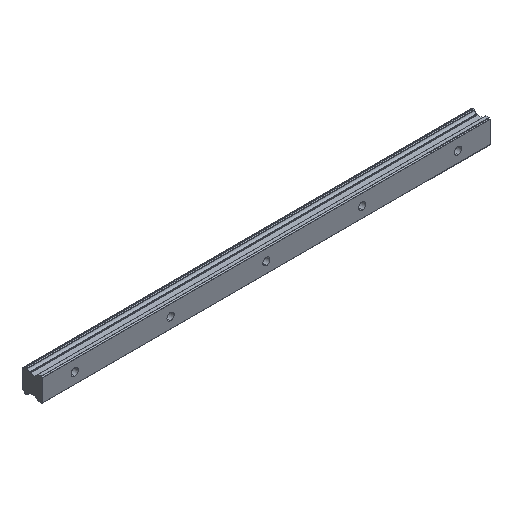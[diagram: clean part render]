
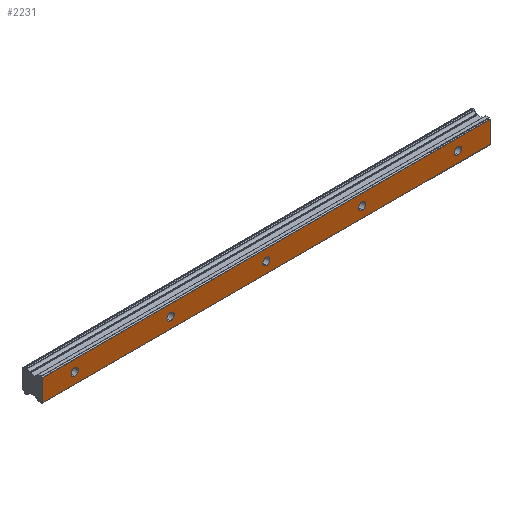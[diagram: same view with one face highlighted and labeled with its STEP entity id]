
A CAD part, isometric view. The second image highlights one B-rep face of the part: STEP entity #2231.
In plain terms, the highlighted planar face has unit normal (0, -1, 0).
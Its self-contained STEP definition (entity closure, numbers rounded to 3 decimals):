
#28 = VERTEX_POINT ( 'NONE', #421 ) ;
#31 = VERTEX_POINT ( 'NONE', #787 ) ;
#77 = ORIENTED_EDGE ( 'NONE', *, *, #2031, .F. ) ;
#97 = AXIS2_PLACEMENT_3D ( 'NONE', #727, #221, #755 ) ;
#145 = DIRECTION ( 'NONE',  ( 0., 0., -1. ) ) ;
#181 = DIRECTION ( 'NONE',  ( 0., 0., 1. ) ) ;
#201 = EDGE_LOOP ( 'NONE', ( #718, #2228 ) ) ;
#211 = CARTESIAN_POINT ( 'NONE',  ( 0., 0., 0. ) ) ;
#212 = AXIS2_PLACEMENT_3D ( 'NONE', #831, #1927, #1413 ) ;
#221 = DIRECTION ( 'NONE',  ( 0., -1., 0. ) ) ;
#245 = CARTESIAN_POINT ( 'NONE',  ( 260., 0., -6.786 ) ) ;
#252 = DIRECTION ( 'NONE',  ( 0., -1., 0. ) ) ;
#305 = EDGE_CURVE ( 'NONE', #1407, #1698, #1392, .T. ) ;
#312 = AXIS2_PLACEMENT_3D ( 'NONE', #2062, #252, #442 ) ;
#313 = EDGE_LOOP ( 'NONE', ( #924, #2001 ) ) ;
#314 = CARTESIAN_POINT ( 'NONE',  ( 180., 0., -2.25 ) ) ;
#321 = VERTEX_POINT ( 'NONE', #684 ) ;
#329 = EDGE_CURVE ( 'NONE', #1890, #1185, #1431, .T. ) ;
#359 = CARTESIAN_POINT ( 'NONE',  ( -20., 0., 6.786 ) ) ;
#371 = VERTEX_POINT ( 'NONE', #359 ) ;
#388 = DIRECTION ( 'NONE',  ( 0., 0., 1. ) ) ;
#407 = DIRECTION ( 'NONE',  ( 0., 0., 1. ) ) ;
#421 = CARTESIAN_POINT ( 'NONE',  ( 120., 0., 2.25 ) ) ;
#442 = DIRECTION ( 'NONE',  ( 0., 0., 1. ) ) ;
#446 = CARTESIAN_POINT ( 'NONE',  ( 0., 0., 2.25 ) ) ;
#498 = EDGE_CURVE ( 'NONE', #321, #371, #1613, .T. ) ;
#531 = CARTESIAN_POINT ( 'NONE',  ( 260., 0., 6.786 ) ) ;
#544 = FACE_BOUND ( 'NONE', #2267, .T. ) ;
#588 = ORIENTED_EDGE ( 'NONE', *, *, #305, .F. ) ;
#607 = ORIENTED_EDGE ( 'NONE', *, *, #1014, .F. ) ;
#630 = EDGE_CURVE ( 'NONE', #907, #892, #1616, .T. ) ;
#654 = EDGE_CURVE ( 'NONE', #1698, #1407, #1275, .T. ) ;
#663 = PLANE ( 'NONE',  #1075 ) ;
#673 = EDGE_CURVE ( 'NONE', #1289, #1322, #2063, .T. ) ;
#684 = CARTESIAN_POINT ( 'NONE',  ( -20., 0., -6.786 ) ) ;
#718 = ORIENTED_EDGE ( 'NONE', *, *, #2180, .F. ) ;
#727 = CARTESIAN_POINT ( 'NONE',  ( 180., 0., 0. ) ) ;
#732 = EDGE_CURVE ( 'NONE', #892, #907, #2101, .T. ) ;
#734 = CARTESIAN_POINT ( 'NONE',  ( 260., 0., 6.786 ) ) ;
#755 = DIRECTION ( 'NONE',  ( 0., 0., 1. ) ) ;
#761 = CARTESIAN_POINT ( 'NONE',  ( 240., 0., 0. ) ) ;
#762 = CIRCLE ( 'NONE', #312, 2.25 ) ;
#781 = VERTEX_POINT ( 'NONE', #1686 ) ;
#787 = CARTESIAN_POINT ( 'NONE',  ( 120., 0., -2.25 ) ) ;
#822 = VERTEX_POINT ( 'NONE', #1170 ) ;
#829 = AXIS2_PLACEMENT_3D ( 'NONE', #1252, #1761, #2326 ) ;
#831 = CARTESIAN_POINT ( 'NONE',  ( 60., 0., 0. ) ) ;
#838 = DIRECTION ( 'NONE',  ( 1., 0., 0. ) ) ;
#856 = CARTESIAN_POINT ( 'NONE',  ( 240., 0., 2.25 ) ) ;
#872 = DIRECTION ( 'NONE',  ( 0., 0., 1. ) ) ;
#885 = DIRECTION ( 'NONE',  ( 0., -1., 0. ) ) ;
#892 = VERTEX_POINT ( 'NONE', #856 ) ;
#907 = VERTEX_POINT ( 'NONE', #1375 ) ;
#924 = ORIENTED_EDGE ( 'NONE', *, *, #732, .F. ) ;
#928 = AXIS2_PLACEMENT_3D ( 'NONE', #1285, #1800, #388 ) ;
#954 = EDGE_CURVE ( 'NONE', #31, #28, #1529, .T. ) ;
#966 = EDGE_CURVE ( 'NONE', #371, #1890, #1769, .T. ) ;
#970 = EDGE_CURVE ( 'NONE', #1185, #321, #2320, .T. ) ;
#974 = AXIS2_PLACEMENT_3D ( 'NONE', #1947, #1077, #1256 ) ;
#1014 = EDGE_CURVE ( 'NONE', #28, #31, #2103, .T. ) ;
#1075 = AXIS2_PLACEMENT_3D ( 'NONE', #531, #1972, #181 ) ;
#1077 = DIRECTION ( 'NONE',  ( 0., -1., 0. ) ) ;
#1111 = CIRCLE ( 'NONE', #829, 2.25 ) ;
#1116 = DIRECTION ( 'NONE',  ( 0., -1., 0. ) ) ;
#1156 = AXIS2_PLACEMENT_3D ( 'NONE', #1782, #885, #1365 ) ;
#1170 = CARTESIAN_POINT ( 'NONE',  ( 60., 0., 2.25 ) ) ;
#1185 = VERTEX_POINT ( 'NONE', #245 ) ;
#1237 = AXIS2_PLACEMENT_3D ( 'NONE', #211, #1116, #407 ) ;
#1252 = CARTESIAN_POINT ( 'NONE',  ( 60., 0., 0. ) ) ;
#1256 = DIRECTION ( 'NONE',  ( 0., 0., 1. ) ) ;
#1275 = CIRCLE ( 'NONE', #97, 2.25 ) ;
#1285 = CARTESIAN_POINT ( 'NONE',  ( 240., 0., 0. ) ) ;
#1289 = VERTEX_POINT ( 'NONE', #446 ) ;
#1302 = CARTESIAN_POINT ( 'NONE',  ( 180., 0., 2.25 ) ) ;
#1322 = VERTEX_POINT ( 'NONE', #1416 ) ;
#1334 = EDGE_LOOP ( 'NONE', ( #1758, #77 ) ) ;
#1365 = DIRECTION ( 'NONE',  ( 0., 0., 1. ) ) ;
#1375 = CARTESIAN_POINT ( 'NONE',  ( 240., 0., -2.25 ) ) ;
#1385 = ORIENTED_EDGE ( 'NONE', *, *, #329, .F. ) ;
#1392 = CIRCLE ( 'NONE', #974, 2.25 ) ;
#1397 = DIRECTION ( 'NONE',  ( 0., 0., 1. ) ) ;
#1407 = VERTEX_POINT ( 'NONE', #314 ) ;
#1413 = DIRECTION ( 'NONE',  ( 0., 0., 1. ) ) ;
#1416 = CARTESIAN_POINT ( 'NONE',  ( 0., 0., -2.25 ) ) ;
#1419 = CARTESIAN_POINT ( 'NONE',  ( 120., 0., 0. ) ) ;
#1424 = FACE_OUTER_BOUND ( 'NONE', #1660, .T. ) ;
#1431 = LINE ( 'NONE', #2319, #1770 ) ;
#1460 = AXIS2_PLACEMENT_3D ( 'NONE', #1419, #2130, #872 ) ;
#1488 = DIRECTION ( 'NONE',  ( 0., -1., 0. ) ) ;
#1496 = EDGE_LOOP ( 'NONE', ( #607, #1745 ) ) ;
#1529 = CIRCLE ( 'NONE', #1460, 2.25 ) ;
#1575 = VECTOR ( 'NONE', #838, 1000. ) ;
#1598 = CARTESIAN_POINT ( 'NONE',  ( 260., 0., 6.786 ) ) ;
#1613 = LINE ( 'NONE', #1773, #1647 ) ;
#1616 = CIRCLE ( 'NONE', #928, 2.25 ) ;
#1647 = VECTOR ( 'NONE', #1397, 1000. ) ;
#1660 = EDGE_LOOP ( 'NONE', ( #2164, #1385, #1991, #1914 ) ) ;
#1686 = CARTESIAN_POINT ( 'NONE',  ( 60., 0., -2.25 ) ) ;
#1698 = VERTEX_POINT ( 'NONE', #1302 ) ;
#1732 = FACE_BOUND ( 'NONE', #201, .T. ) ;
#1745 = ORIENTED_EDGE ( 'NONE', *, *, #954, .F. ) ;
#1758 = ORIENTED_EDGE ( 'NONE', *, *, #673, .F. ) ;
#1761 = DIRECTION ( 'NONE',  ( 0., -1., 0. ) ) ;
#1769 = LINE ( 'NONE', #1598, #1575 ) ;
#1770 = VECTOR ( 'NONE', #145, 1000. ) ;
#1773 = CARTESIAN_POINT ( 'NONE',  ( -20., 0., 6.786 ) ) ;
#1782 = CARTESIAN_POINT ( 'NONE',  ( 120., 0., 0. ) ) ;
#1790 = FACE_BOUND ( 'NONE', #1496, .T. ) ;
#1800 = DIRECTION ( 'NONE',  ( 0., -1., 0. ) ) ;
#1890 = VERTEX_POINT ( 'NONE', #734 ) ;
#1892 = CIRCLE ( 'NONE', #212, 2.25 ) ;
#1901 = AXIS2_PLACEMENT_3D ( 'NONE', #761, #1488, #2215 ) ;
#1914 = ORIENTED_EDGE ( 'NONE', *, *, #498, .F. ) ;
#1920 = CARTESIAN_POINT ( 'NONE',  ( 260., 0., -6.786 ) ) ;
#1927 = DIRECTION ( 'NONE',  ( 0., -1., 0. ) ) ;
#1947 = CARTESIAN_POINT ( 'NONE',  ( 180., 0., 0. ) ) ;
#1972 = DIRECTION ( 'NONE',  ( 0., 1., 0. ) ) ;
#1991 = ORIENTED_EDGE ( 'NONE', *, *, #966, .F. ) ;
#2001 = ORIENTED_EDGE ( 'NONE', *, *, #630, .F. ) ;
#2031 = EDGE_CURVE ( 'NONE', #1322, #1289, #762, .T. ) ;
#2062 = CARTESIAN_POINT ( 'NONE',  ( 0., 0., 0. ) ) ;
#2063 = CIRCLE ( 'NONE', #1237, 2.25 ) ;
#2101 = CIRCLE ( 'NONE', #1901, 2.25 ) ;
#2103 = CIRCLE ( 'NONE', #1156, 2.25 ) ;
#2125 = ORIENTED_EDGE ( 'NONE', *, *, #654, .F. ) ;
#2130 = DIRECTION ( 'NONE',  ( 0., -1., 0. ) ) ;
#2144 = DIRECTION ( 'NONE',  ( -1., 0., 0. ) ) ;
#2152 = FACE_BOUND ( 'NONE', #313, .T. ) ;
#2164 = ORIENTED_EDGE ( 'NONE', *, *, #970, .F. ) ;
#2165 = FACE_BOUND ( 'NONE', #1334, .T. ) ;
#2180 = EDGE_CURVE ( 'NONE', #822, #781, #1892, .T. ) ;
#2210 = EDGE_CURVE ( 'NONE', #781, #822, #1111, .T. ) ;
#2215 = DIRECTION ( 'NONE',  ( 0., 0., 1. ) ) ;
#2228 = ORIENTED_EDGE ( 'NONE', *, *, #2210, .F. ) ;
#2231 = ADVANCED_FACE ( 'NONE', ( #1424, #2165, #2152, #544, #1790, #1732 ), #663, .F. ) ;
#2267 = EDGE_LOOP ( 'NONE', ( #2125, #588 ) ) ;
#2319 = CARTESIAN_POINT ( 'NONE',  ( 260., 0., 6.786 ) ) ;
#2320 = LINE ( 'NONE', #1920, #2336 ) ;
#2326 = DIRECTION ( 'NONE',  ( 0., 0., 1. ) ) ;
#2336 = VECTOR ( 'NONE', #2144, 1000. ) ;
